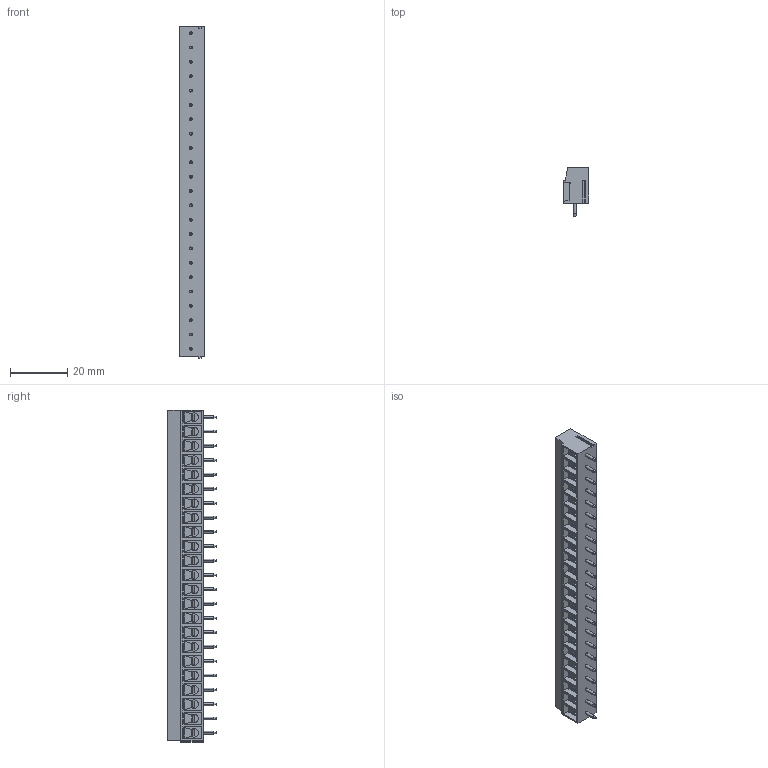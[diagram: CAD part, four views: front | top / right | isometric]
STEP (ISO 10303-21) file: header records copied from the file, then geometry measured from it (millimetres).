
FILE_DESCRIPTION((''),'2;1');
FILE_NAME('PRT0050','2024-10-19T',('yanfa'),(''),'PRO/ENGINEER BY PARAMETRIC TECHNOLOGY CORPORATION, 2009280','PRO/ENGINEER BY PARAMETRIC TECHNOLOGY CORPORATION, 2009280','');
FILE_SCHEMA(('AUTOMOTIVE_DESIGN_CC2 { 1 2 10303 214 -1 1 5 2 }'));
Length unit declared in the file: millimetre
Products named in the file (1): PRT0050
Bounding box: 9 x 17 x 115.68 mm (x, y, z)
Volume: 9998.5 mm3; surface area: 9716.4 mm2
Topology: 1 solids, 1 shells, 1519 faces, 3746 edges, 2344 vertices
Faces by surface type: plane 798, cylinder 445, cone 138, extrusion 92, torus 46
Entity records: 45598 total; most frequent: CARTESIAN_POINT 9634, ORIENTED_EDGE 7492, DIRECTION 7352, EDGE_CURVE 3746, AXIS2_PLACEMENT_3D 2501, VECTOR 2350, VERTEX_POINT 2344, LINE 2258
